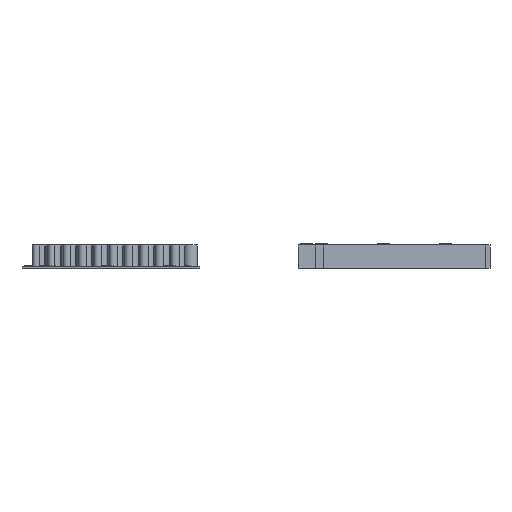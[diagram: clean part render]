
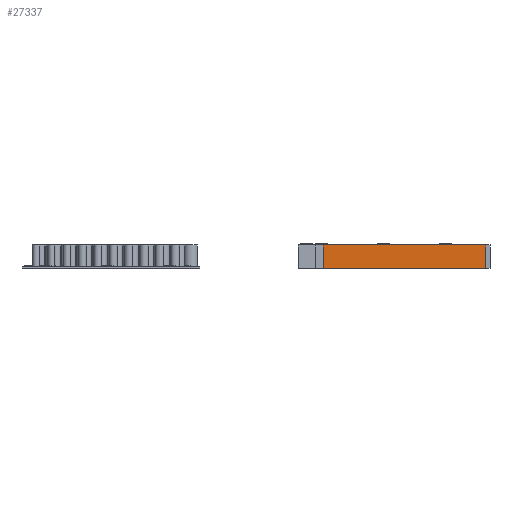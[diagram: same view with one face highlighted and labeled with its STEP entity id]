
A CAD part, left-side view. The second image highlights one B-rep face of the part: STEP entity #27337.
In plain terms, the highlighted planar face has unit normal (-1, 0, 0).
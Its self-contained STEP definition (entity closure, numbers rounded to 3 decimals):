
#827=PLANE('',#28232);
#2129=FACE_OUTER_BOUND('',#3833,.T.);
#3833=EDGE_LOOP('',(#23199,#23200,#23201,#23202));
#5543=LINE('',#53109,#7475);
#5705=LINE('',#55881,#7637);
#5706=LINE('',#55882,#7638);
#5707=LINE('',#55883,#7639);
#7475=VECTOR('',#30580,10.);
#7637=VECTOR('',#30866,10.);
#7638=VECTOR('',#30867,10.);
#7639=VECTOR('',#30868,10.);
#11985=VERTEX_POINT('',#53102);
#11988=VERTEX_POINT('',#53107);
#12227=VERTEX_POINT('',#55879);
#12228=VERTEX_POINT('',#55880);
#15641=EDGE_CURVE('',#11988,#11985,#5543,.T.);
#15999=EDGE_CURVE('',#12227,#12228,#5705,.T.);
#16000=EDGE_CURVE('',#12227,#11985,#5706,.T.);
#16001=EDGE_CURVE('',#12228,#11988,#5707,.T.);
#23199=ORIENTED_EDGE('',*,*,#15999,.F.);
#23200=ORIENTED_EDGE('',*,*,#16000,.T.);
#23201=ORIENTED_EDGE('',*,*,#15641,.F.);
#23202=ORIENTED_EDGE('',*,*,#16001,.F.);
#27337=ADVANCED_FACE('',(#2129),#827,.T.);
#28232=AXIS2_PLACEMENT_3D('',#55878,#30864,#30865);
#30580=DIRECTION('',(0.,-1.,0.));
#30864=DIRECTION('center_axis',(-1.,0.,0.));
#30865=DIRECTION('ref_axis',(0.,-1.,0.));
#30866=DIRECTION('',(0.,1.,0.));
#30867=DIRECTION('',(0.,0.,1.));
#30868=DIRECTION('',(0.,0.,1.));
#53102=CARTESIAN_POINT('',(-276.566,-107.542,10.));
#53107=CARTESIAN_POINT('',(-276.566,-37.542,10.));
#53109=CARTESIAN_POINT('',(-276.566,-107.542,10.));
#55878=CARTESIAN_POINT('Origin',(-276.566,-37.542,0.));
#55879=CARTESIAN_POINT('',(-276.566,-107.542,0.));
#55880=CARTESIAN_POINT('',(-276.566,-37.542,0.));
#55881=CARTESIAN_POINT('',(-276.566,-107.542,0.));
#55882=CARTESIAN_POINT('',(-276.566,-107.542,0.));
#55883=CARTESIAN_POINT('',(-276.566,-37.542,0.));
